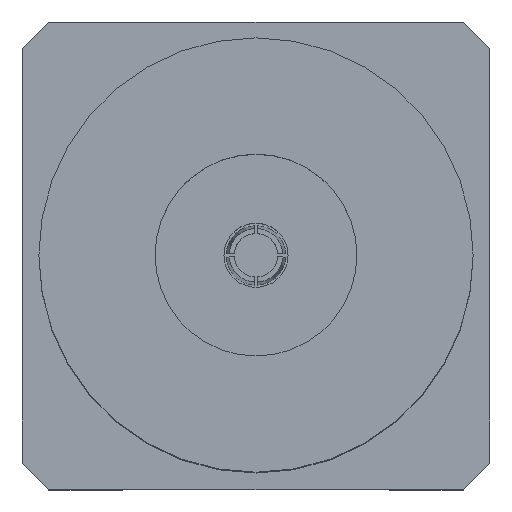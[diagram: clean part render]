
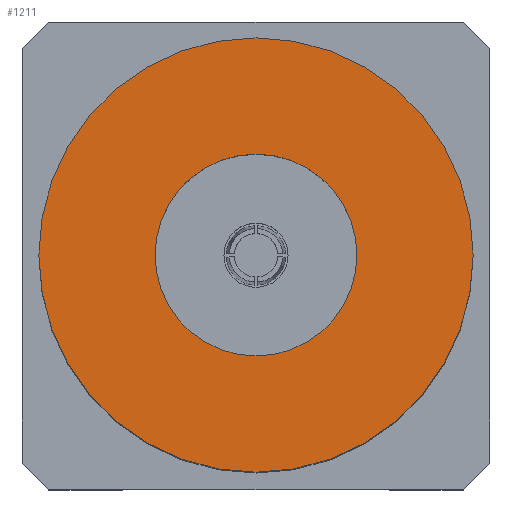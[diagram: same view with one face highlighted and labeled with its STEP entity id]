
A CAD part, top view. The second image highlights one B-rep face of the part: STEP entity #1211.
In plain terms, the highlighted planar face has unit normal (0, 0, 1).
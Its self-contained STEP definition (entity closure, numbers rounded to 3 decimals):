
#162=CARTESIAN_POINT('',(0.,0.,0.));
#163=DIRECTION('',(0.,0.,1.));
#164=DIRECTION('',(0.,1.,0.));
#165=AXIS2_PLACEMENT_3D('',#162,#163,#164);
#167=CARTESIAN_POINT('',(0.,0.,0.));
#168=DIRECTION('',(0.,0.,1.));
#169=DIRECTION('',(0.,-1.,0.));
#170=AXIS2_PLACEMENT_3D('',#167,#168,#169);
#172=CARTESIAN_POINT('',(0.,0.,0.));
#173=DIRECTION('',(0.,0.,-1.));
#174=DIRECTION('',(0.,-1.,0.));
#175=AXIS2_PLACEMENT_3D('',#172,#173,#174);
#177=CARTESIAN_POINT('',(0.,0.,0.));
#178=DIRECTION('',(0.,0.,-1.));
#179=DIRECTION('',(0.,1.,0.));
#180=AXIS2_PLACEMENT_3D('',#177,#178,#179);
#1006=CARTESIAN_POINT('',(0.,-1.51,0.));
#1007=CARTESIAN_POINT('',(0.,1.51,0.));
#1008=VERTEX_POINT('',#1006);
#1009=VERTEX_POINT('',#1007);
#1036=CARTESIAN_POINT('',(0.,-3.25,0.));
#1037=CARTESIAN_POINT('',(0.,3.25,0.));
#1038=VERTEX_POINT('',#1036);
#1039=VERTEX_POINT('',#1037);
#1196=CARTESIAN_POINT('',(0.,0.,0.));
#1197=DIRECTION('',(0.,0.,1.));
#1198=DIRECTION('',(0.,-1.,0.));
#1199=AXIS2_PLACEMENT_3D('',#1196,#1197,#1198);
#1200=PLANE('',#1199);
#1202=ORIENTED_EDGE('',*,*,#1201,.F.);
#1204=ORIENTED_EDGE('',*,*,#1203,.F.);
#1205=EDGE_LOOP('',(#1202,#1204));
#1206=FACE_OUTER_BOUND('',#1205,.F.);
#1207=ORIENTED_EDGE('',*,*,#1191,.F.);
#1208=ORIENTED_EDGE('',*,*,#1178,.F.);
#1209=EDGE_LOOP('',(#1207,#1208));
#1210=FACE_BOUND('',#1209,.F.);
#166=CIRCLE('',#165,3.25);
#171=CIRCLE('',#170,3.25);
#176=CIRCLE('',#175,1.51);
#181=CIRCLE('',#180,1.51);
#1178=EDGE_CURVE('',#1009,#1008,#181,.T.);
#1191=EDGE_CURVE('',#1008,#1009,#176,.T.);
#1201=EDGE_CURVE('',#1039,#1038,#166,.T.);
#1203=EDGE_CURVE('',#1038,#1039,#171,.T.);
#1211=ADVANCED_FACE('',(#1206,#1210),#1200,.T.);
